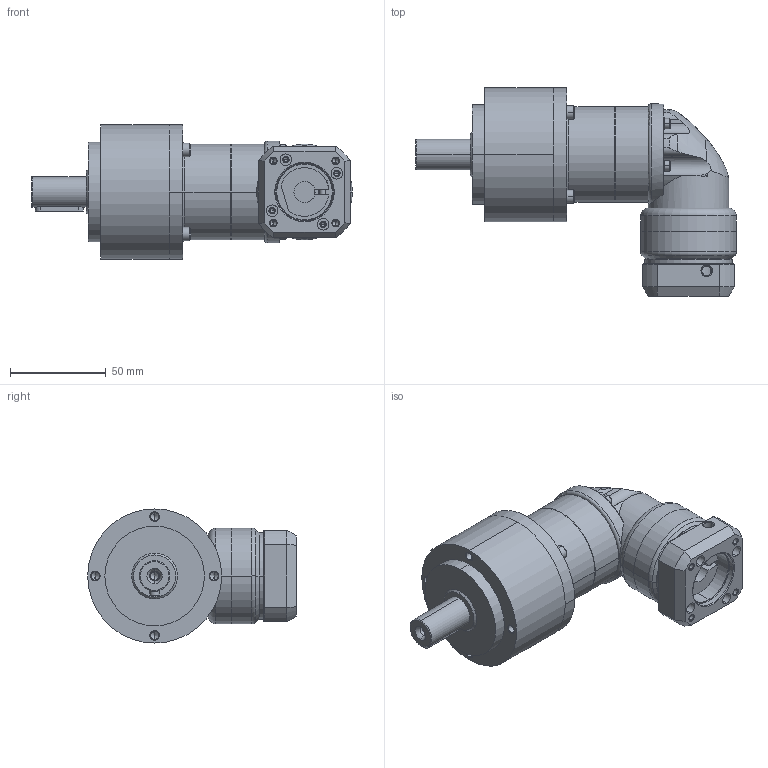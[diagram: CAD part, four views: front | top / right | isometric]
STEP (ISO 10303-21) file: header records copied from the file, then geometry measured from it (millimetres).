
FILE_DESCRIPTION((''),'2;1');
FILE_NAME('AER0702-P0403100302_ASM','2008-09-04T',('d00080'),(''),'PRO/ENGINEER BY PARAMETRIC TECHNOLOGY CORPORATION, 2006170','PRO/ENGINEER BY PARAMETRIC TECHNOLOGY CORPORATION, 2006170','');
FILE_SCHEMA(('CONFIG_CONTROL_DESIGN'));
Length unit declared in the file: millimetre
Products named in the file (11): AE070-2; P242; 220120502; RG-SET3-2_ASM; PD110001; 233100001; 220100406; HOUSING-SET-1_ASM; P1305100001; P0403100302; AER0702-P0403100302_ASM
Assembly tree (19 placements, depth 3):
  AER0702-P0403100302_ASM
    AE070-2
    RG-SET3-2_ASM
      P242
      220120502  x4
    HOUSING-SET-1_ASM
      PD110001
      233100001  x4
      220100406  x4
    P1305100001
    P0403100302
Bounding box: 167.5 x 109 x 70 mm (x, y, z)
Volume: 397321.2 mm3; surface area: 74243.4 mm2
Topology: 18 solids, 36 shells, 653 faces, 1471 edges, 886 vertices
Faces by surface type: cylinder 272, plane 211, cone 108, torus 45, bspline 17
Entity records: 13944 total; most frequent: CARTESIAN_POINT 3402, DIRECTION 2362, ORIENTED_EDGE 1934, EDGE_CURVE 1003, AXIS2_PLACEMENT_3D 986, VERTEX_POINT 634, EDGE_LOOP 533, CIRCLE 508
